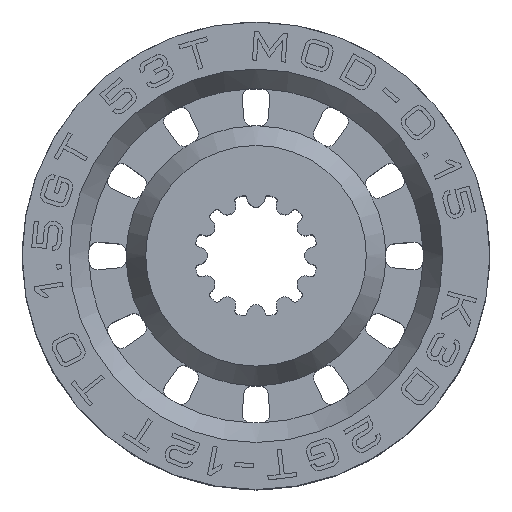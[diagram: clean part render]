
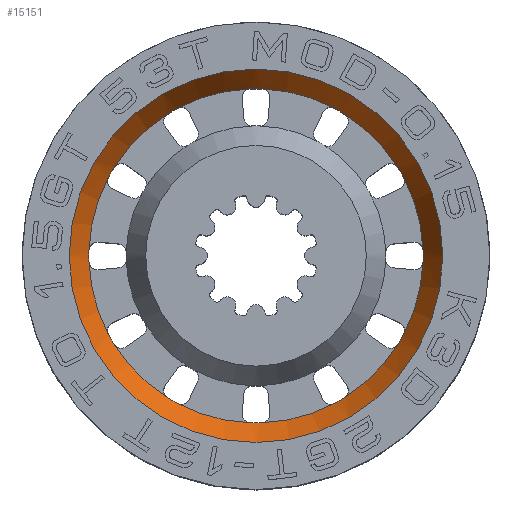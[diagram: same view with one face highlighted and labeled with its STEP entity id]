
A CAD part, top view. The second image highlights one B-rep face of the part: STEP entity #15151.
In plain terms, the highlighted conical face has half-angle 30 degrees and reference radius 11 mm.
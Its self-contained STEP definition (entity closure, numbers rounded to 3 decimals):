
#573=CONICAL_SURFACE('',#17175,11.,0.524);
#1222=CIRCLE('',#15602,9.845);
#1225=CIRCLE('',#15609,9.845);
#1230=CIRCLE('',#15619,9.845);
#1232=CIRCLE('',#15624,9.845);
#1236=CIRCLE('',#15633,9.845);
#1239=CIRCLE('',#15639,9.845);
#1243=CIRCLE('',#15648,9.845);
#1245=CIRCLE('',#15653,9.845);
#1250=CIRCLE('',#15663,9.845);
#1252=CIRCLE('',#15668,9.845);
#1256=CIRCLE('',#15677,9.845);
#1310=CIRCLE('',#15808,9.845);
#1317=CIRCLE('',#15823,11.);
#1319=CIRCLE('',#15826,9.845);
#1321=CIRCLE('',#15829,9.845);
#1323=CIRCLE('',#15832,9.845);
#1325=CIRCLE('',#15835,9.845);
#1327=CIRCLE('',#15838,9.845);
#1329=CIRCLE('',#15841,9.845);
#1331=CIRCLE('',#15844,9.845);
#1333=CIRCLE('',#15847,9.845);
#1335=CIRCLE('',#15850,9.845);
#1337=CIRCLE('',#15853,9.845);
#1338=CIRCLE('',#15855,9.845);
#2158=CIRCLE('',#17176,9.845);
#5535=ORIENTED_EDGE('',*,*,#8810,.T.);
#5536=ORIENTED_EDGE('',*,*,#7131,.T.);
#5537=ORIENTED_EDGE('',*,*,#7599,.T.);
#5538=ORIENTED_EDGE('',*,*,#7226,.T.);
#5539=ORIENTED_EDGE('',*,*,#7561,.T.);
#5540=ORIENTED_EDGE('',*,*,#7215,.T.);
#5541=ORIENTED_EDGE('',*,*,#7565,.T.);
#5542=ORIENTED_EDGE('',*,*,#7208,.T.);
#5543=ORIENTED_EDGE('',*,*,#7569,.T.);
#5544=ORIENTED_EDGE('',*,*,#7196,.T.);
#5545=ORIENTED_EDGE('',*,*,#7573,.T.);
#5546=ORIENTED_EDGE('',*,*,#7189,.T.);
#5547=ORIENTED_EDGE('',*,*,#7577,.T.);
#5548=ORIENTED_EDGE('',*,*,#7178,.T.);
#5549=ORIENTED_EDGE('',*,*,#7581,.T.);
#5550=ORIENTED_EDGE('',*,*,#7170,.T.);
#5551=ORIENTED_EDGE('',*,*,#7585,.T.);
#5552=ORIENTED_EDGE('',*,*,#7159,.T.);
#5553=ORIENTED_EDGE('',*,*,#7589,.T.);
#5554=ORIENTED_EDGE('',*,*,#7152,.T.);
#5555=ORIENTED_EDGE('',*,*,#7593,.T.);
#5556=ORIENTED_EDGE('',*,*,#7140,.T.);
#5557=ORIENTED_EDGE('',*,*,#7597,.T.);
#5558=ORIENTED_EDGE('',*,*,#7359,.T.);
#5559=ORIENTED_EDGE('',*,*,#7464,.T.);
#7131=EDGE_CURVE('',#9474,#9473,#1222,.F.);
#7140=EDGE_CURVE('',#9482,#9481,#1225,.F.);
#7152=EDGE_CURVE('',#9494,#9493,#1230,.F.);
#7159=EDGE_CURVE('',#9500,#9499,#1232,.F.);
#7170=EDGE_CURVE('',#9510,#9509,#1236,.F.);
#7178=EDGE_CURVE('',#9518,#9517,#1239,.F.);
#7189=EDGE_CURVE('',#9528,#9527,#1243,.F.);
#7196=EDGE_CURVE('',#9534,#9533,#1245,.F.);
#7208=EDGE_CURVE('',#9546,#9545,#1250,.F.);
#7215=EDGE_CURVE('',#9552,#9551,#1252,.F.);
#7226=EDGE_CURVE('',#9562,#9561,#1256,.F.);
#7359=EDGE_CURVE('',#9620,#9619,#1310,.F.);
#7464=EDGE_CURVE('',#9718,#9718,#1317,.T.);
#7561=EDGE_CURVE('',#9561,#9552,#1319,.F.);
#7565=EDGE_CURVE('',#9551,#9546,#1321,.F.);
#7569=EDGE_CURVE('',#9545,#9534,#1323,.F.);
#7573=EDGE_CURVE('',#9533,#9528,#1325,.F.);
#7577=EDGE_CURVE('',#9527,#9518,#1327,.F.);
#7581=EDGE_CURVE('',#9517,#9510,#1329,.F.);
#7585=EDGE_CURVE('',#9509,#9500,#1331,.F.);
#7589=EDGE_CURVE('',#9499,#9494,#1333,.F.);
#7593=EDGE_CURVE('',#9493,#9482,#1335,.F.);
#7597=EDGE_CURVE('',#9481,#9620,#1337,.F.);
#7599=EDGE_CURVE('',#9473,#9562,#1338,.F.);
#8810=EDGE_CURVE('',#9619,#9474,#2158,.F.);
#9473=VERTEX_POINT('',#22948);
#9474=VERTEX_POINT('',#22950);
#9481=VERTEX_POINT('',#22967);
#9482=VERTEX_POINT('',#22969);
#9493=VERTEX_POINT('',#22993);
#9494=VERTEX_POINT('',#22995);
#9499=VERTEX_POINT('',#23008);
#9500=VERTEX_POINT('',#23010);
#9509=VERTEX_POINT('',#23031);
#9510=VERTEX_POINT('',#23033);
#9517=VERTEX_POINT('',#23049);
#9518=VERTEX_POINT('',#23051);
#9527=VERTEX_POINT('',#23072);
#9528=VERTEX_POINT('',#23074);
#9533=VERTEX_POINT('',#23087);
#9534=VERTEX_POINT('',#23089);
#9545=VERTEX_POINT('',#23113);
#9546=VERTEX_POINT('',#23115);
#9551=VERTEX_POINT('',#23128);
#9552=VERTEX_POINT('',#23130);
#9561=VERTEX_POINT('',#23151);
#9562=VERTEX_POINT('',#23153);
#9619=VERTEX_POINT('',#23388);
#9620=VERTEX_POINT('',#23390);
#9718=VERTEX_POINT('',#23834);
#12920=EDGE_LOOP('',(#5535,#5536,#5537,#5538,#5539,#5540,#5541,#5542,#5543,
#5544,#5545,#5546,#5547,#5548,#5549,#5550,#5551,#5552,#5553,#5554,#5555,
#5556,#5557,#5558));
#12921=EDGE_LOOP('',(#5559));
#13861=FACE_BOUND('',#12920,.T.);
#13862=FACE_BOUND('',#12921,.T.);
#15151=ADVANCED_FACE('',(#13861,#13862),#573,.F.);
#15602=AXIS2_PLACEMENT_3D('',#22949,#17791,#17792);
#15609=AXIS2_PLACEMENT_3D('',#22968,#17809,#17810);
#15619=AXIS2_PLACEMENT_3D('',#22994,#17833,#17834);
#15624=AXIS2_PLACEMENT_3D('',#23009,#17847,#17848);
#15633=AXIS2_PLACEMENT_3D('',#23032,#17869,#17870);
#15639=AXIS2_PLACEMENT_3D('',#23050,#17885,#17886);
#15648=AXIS2_PLACEMENT_3D('',#23073,#17907,#17908);
#15653=AXIS2_PLACEMENT_3D('',#23088,#17921,#17922);
#15663=AXIS2_PLACEMENT_3D('',#23114,#17945,#17946);
#15668=AXIS2_PLACEMENT_3D('',#23129,#17959,#17960);
#15677=AXIS2_PLACEMENT_3D('',#23152,#17981,#17982);
#15808=AXIS2_PLACEMENT_3D('',#23389,#18291,#18292);
#15823=AXIS2_PLACEMENT_3D('',#23833,#18326,#18327);
#15826=AXIS2_PLACEMENT_3D('',#24396,#18334,#18335);
#15829=AXIS2_PLACEMENT_3D('',#24401,#18342,#18343);
#15832=AXIS2_PLACEMENT_3D('',#24406,#18350,#18351);
#15835=AXIS2_PLACEMENT_3D('',#24411,#18358,#18359);
#15838=AXIS2_PLACEMENT_3D('',#24416,#18366,#18367);
#15841=AXIS2_PLACEMENT_3D('',#24421,#18374,#18375);
#15844=AXIS2_PLACEMENT_3D('',#24426,#18382,#18383);
#15847=AXIS2_PLACEMENT_3D('',#24431,#18390,#18391);
#15850=AXIS2_PLACEMENT_3D('',#24436,#18398,#18399);
#15853=AXIS2_PLACEMENT_3D('',#24441,#18406,#18407);
#15855=AXIS2_PLACEMENT_3D('',#24444,#18411,#18412);
#17175=AXIS2_PLACEMENT_3D('',#26867,#21442,#21443);
#17176=AXIS2_PLACEMENT_3D('',#26868,#21444,#21445);
#17791=DIRECTION('',(0.,0.,1.));
#17792=DIRECTION('',(1.,0.,0.));
#17809=DIRECTION('',(0.,0.,1.));
#17810=DIRECTION('',(1.,0.,0.));
#17833=DIRECTION('',(0.,0.,1.));
#17834=DIRECTION('',(1.,0.,0.));
#17847=DIRECTION('',(0.,0.,1.));
#17848=DIRECTION('',(1.,0.,0.));
#17869=DIRECTION('',(0.,0.,1.));
#17870=DIRECTION('',(1.,0.,0.));
#17885=DIRECTION('',(0.,0.,1.));
#17886=DIRECTION('',(1.,0.,0.));
#17907=DIRECTION('',(0.,0.,1.));
#17908=DIRECTION('',(1.,0.,0.));
#17921=DIRECTION('',(0.,0.,1.));
#17922=DIRECTION('',(1.,0.,0.));
#17945=DIRECTION('',(0.,0.,1.));
#17946=DIRECTION('',(1.,0.,0.));
#17959=DIRECTION('',(0.,0.,1.));
#17960=DIRECTION('',(1.,0.,0.));
#17981=DIRECTION('',(0.,0.,1.));
#17982=DIRECTION('',(1.,0.,0.));
#18291=DIRECTION('',(0.,0.,1.));
#18292=DIRECTION('',(1.,0.,0.));
#18326=DIRECTION('',(0.,0.,1.));
#18327=DIRECTION('',(1.,0.,0.));
#18334=DIRECTION('',(0.,0.,1.));
#18335=DIRECTION('',(1.,0.,0.));
#18342=DIRECTION('',(0.,0.,1.));
#18343=DIRECTION('',(1.,0.,0.));
#18350=DIRECTION('',(0.,0.,1.));
#18351=DIRECTION('',(1.,0.,0.));
#18358=DIRECTION('',(0.,0.,1.));
#18359=DIRECTION('',(1.,0.,0.));
#18366=DIRECTION('',(0.,0.,1.));
#18367=DIRECTION('',(1.,0.,0.));
#18374=DIRECTION('',(0.,0.,1.));
#18375=DIRECTION('',(1.,0.,0.));
#18382=DIRECTION('',(0.,0.,1.));
#18383=DIRECTION('',(1.,0.,0.));
#18390=DIRECTION('',(0.,0.,1.));
#18391=DIRECTION('',(1.,0.,0.));
#18398=DIRECTION('',(0.,0.,1.));
#18399=DIRECTION('',(1.,0.,0.));
#18406=DIRECTION('',(0.,0.,1.));
#18407=DIRECTION('',(1.,0.,0.));
#18411=DIRECTION('',(0.,0.,1.));
#18412=DIRECTION('',(1.,0.,0.));
#21442=DIRECTION('',(0.,0.,1.));
#21443=DIRECTION('',(1.,0.,0.));
#21444=DIRECTION('',(0.,0.,1.));
#21445=DIRECTION('',(1.,0.,0.));
#22948=CARTESIAN_POINT('',(-5.207,-8.355,10.5));
#22949=CARTESIAN_POINT('',(0.,0.,10.5));
#22950=CARTESIAN_POINT('',(-4.632,-8.687,10.5));
#22967=CARTESIAN_POINT('',(4.632,-8.687,10.5));
#22968=CARTESIAN_POINT('',(0.,0.,10.5));
#22969=CARTESIAN_POINT('',(5.207,-8.355,10.5));
#22993=CARTESIAN_POINT('',(8.355,-5.207,10.5));
#22994=CARTESIAN_POINT('',(0.,0.,10.5));
#22995=CARTESIAN_POINT('',(8.687,-4.632,10.5));
#23008=CARTESIAN_POINT('',(9.84,-0.332,10.5));
#23009=CARTESIAN_POINT('',(0.,0.,10.5));
#23010=CARTESIAN_POINT('',(9.84,0.332,10.5));
#23031=CARTESIAN_POINT('',(8.687,4.632,10.5));
#23032=CARTESIAN_POINT('',(0.,0.,10.5));
#23033=CARTESIAN_POINT('',(8.355,5.207,10.5));
#23049=CARTESIAN_POINT('',(5.207,8.355,10.5));
#23050=CARTESIAN_POINT('',(0.,0.,10.5));
#23051=CARTESIAN_POINT('',(4.632,8.687,10.5));
#23072=CARTESIAN_POINT('',(0.332,9.84,10.5));
#23073=CARTESIAN_POINT('',(0.,0.,10.5));
#23074=CARTESIAN_POINT('',(-0.332,9.84,10.5));
#23087=CARTESIAN_POINT('',(-4.632,8.687,10.5));
#23088=CARTESIAN_POINT('',(0.,0.,10.5));
#23089=CARTESIAN_POINT('',(-5.207,8.355,10.5));
#23113=CARTESIAN_POINT('',(-8.355,5.207,10.5));
#23114=CARTESIAN_POINT('',(0.,0.,10.5));
#23115=CARTESIAN_POINT('',(-8.687,4.632,10.5));
#23128=CARTESIAN_POINT('',(-9.84,0.332,10.5));
#23129=CARTESIAN_POINT('',(0.,0.,10.5));
#23130=CARTESIAN_POINT('',(-9.84,-0.332,10.5));
#23151=CARTESIAN_POINT('',(-8.687,-4.632,10.5));
#23152=CARTESIAN_POINT('',(0.,0.,10.5));
#23153=CARTESIAN_POINT('',(-8.355,-5.207,10.5));
#23388=CARTESIAN_POINT('',(-0.332,-9.84,10.5));
#23389=CARTESIAN_POINT('',(0.,0.,10.5));
#23390=CARTESIAN_POINT('',(0.332,-9.84,10.5));
#23833=CARTESIAN_POINT('',(0.,0.,12.5));
#23834=CARTESIAN_POINT('',(11.,0.,12.5));
#24396=CARTESIAN_POINT('',(0.,0.,10.5));
#24401=CARTESIAN_POINT('',(0.,0.,10.5));
#24406=CARTESIAN_POINT('',(0.,0.,10.5));
#24411=CARTESIAN_POINT('',(0.,0.,10.5));
#24416=CARTESIAN_POINT('',(0.,0.,10.5));
#24421=CARTESIAN_POINT('',(0.,0.,10.5));
#24426=CARTESIAN_POINT('',(0.,0.,10.5));
#24431=CARTESIAN_POINT('',(0.,0.,10.5));
#24436=CARTESIAN_POINT('',(0.,0.,10.5));
#24441=CARTESIAN_POINT('',(0.,0.,10.5));
#24444=CARTESIAN_POINT('',(0.,0.,10.5));
#26867=CARTESIAN_POINT('',(0.,0.,12.5));
#26868=CARTESIAN_POINT('',(0.,0.,10.5));
